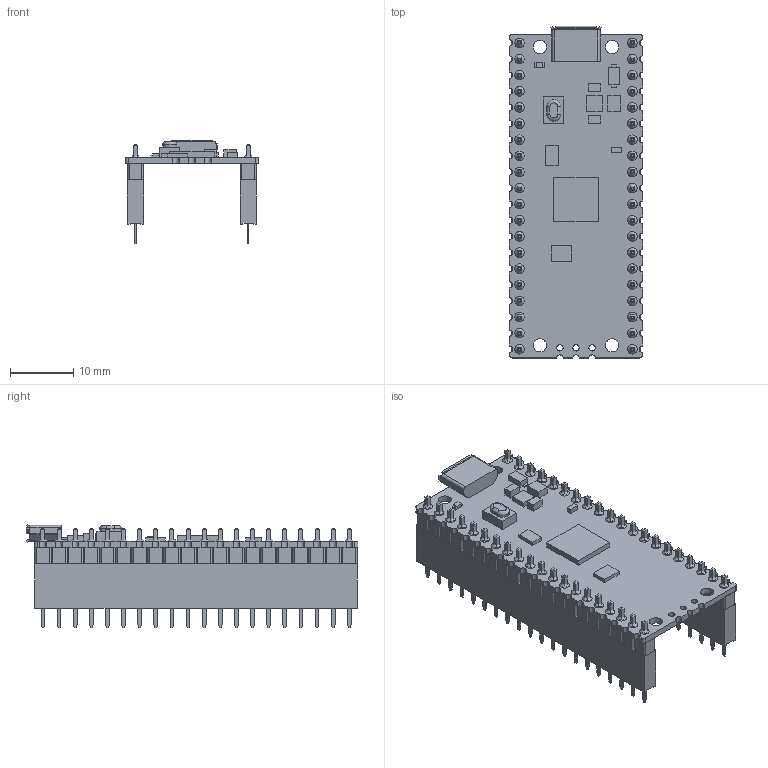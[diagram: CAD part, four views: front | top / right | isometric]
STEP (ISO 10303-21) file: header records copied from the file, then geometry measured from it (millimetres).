
FILE_DESCRIPTION(/* description */ ('STEP AP242','CAx-IF Rec.Pracs.---Representation and Presentation of Product Manufacturing Information (PMI)---4.0---2014-10-13','CAx-IF Rec.Pracs.---3D Tessellated Geometry---0.4---2014-09-14','2;1'),/* implementation_level */ '2;1');
FILE_NAME(/* name */ '63cbd4e0c069dd4e83965534',/* time_stamp */ '2023-01-21T12:04:53+00:00',/* author */ (''),/* organization */ (''),/* preprocessor_version */ 'ST-DEVELOPER v18.102',/* originating_system */ ' ',/* authorisation */ ' ');
FILE_SCHEMA (('AP242_MANAGED_MODEL_BASED_3D_ENGINEERING_MIM_LF { 1 0 10303 442 1 1 4 }'));
Products named in the file (61): solder-point; PinSocket_1x20_P254mm_Vertical; PinHeader_1x20_P254mm_Vertical; PICO_REF_BOARD.STEP; PICO_REF_USB.STEP; PICO_REF_SWITCH.STEP; PICO_REF_MICROCONTROLLER.STEP; PICO_REF_LED.STEP; PICO_REF_ONSEMI.STEP; PICO_BOURNS.STEP; PICO_MURATA.STEP; PICO_MURATA.STEP_1; PICO_RICHTEK.STEP; PICO_DIODES.STEP; PICO_AEL.STEP; PICO_WINBOND.STEP
Bounding box: 21 x 52.3 x 16.37 mm (x, y, z)
Volume: 3649.1 mm3; surface area: 7919.9 mm2
Topology: 61 solids, 61 shells, 2525 faces, 6279 edges, 4038 vertices
Faces by surface type: plane 2365, cylinder 118, cone 40, torus 2
Full cylindrical faces by diameter (mm): 1 x43, 2.1 x4
Entity records: 79454 total; most frequent: CARTESIAN_POINT 12696, ORIENTED_EDGE 12224, DIRECTION 11562, EDGE_CURVE 6112, LINE 5834, VECTOR 5834, VERTEX_POINT 3998, FACE_BOUND 2908
